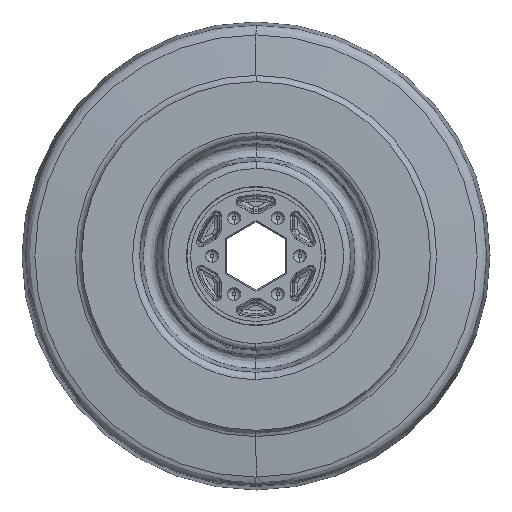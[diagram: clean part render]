
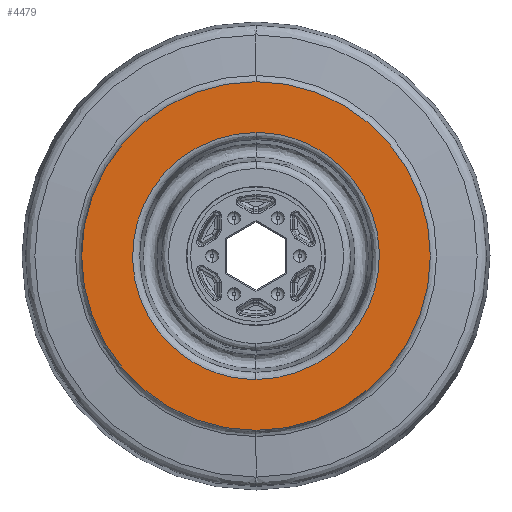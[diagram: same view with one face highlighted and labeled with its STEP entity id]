
A CAD part, left-side view. The second image highlights one B-rep face of the part: STEP entity #4479.
In plain terms, the highlighted planar face has unit normal (-1, 0, 0).
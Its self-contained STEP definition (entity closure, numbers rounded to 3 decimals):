
#549 = CARTESIAN_POINT ( 'NONE',  ( -19.05, 0., 0. ) ) ;
#1445 = EDGE_CURVE ( 'NONE', #9167, #19335, #4275, .T. ) ;
#1503 = VERTEX_POINT ( 'NONE', #4205 ) ;
#2212 = CARTESIAN_POINT ( 'NONE',  ( -19.05, 0., 26.796 ) ) ;
#2412 = DIRECTION ( 'NONE',  ( 0., 0., 1. ) ) ;
#3032 = DIRECTION ( 'NONE',  ( -1., 0., 0. ) ) ;
#3539 = CARTESIAN_POINT ( 'NONE',  ( -19.05, 53.593, 26.796 ) ) ;
#4035 = AXIS2_PLACEMENT_3D ( 'NONE', #10519, #8806, #21719 ) ;
#4121 = CARTESIAN_POINT ( 'NONE',  ( -19.05, -53.593, 26.796 ) ) ;
#4205 = CARTESIAN_POINT ( 'NONE',  ( -19.05, 0., 37.846 ) ) ;
#4275 =( BOUNDED_CURVE ( )  B_SPLINE_CURVE ( 3, ( #7912, #9702, #4121, #20826 ),
 .UNSPECIFIED., .F., .F. ) 
 B_SPLINE_CURVE_WITH_KNOTS ( ( 4, 4 ),
 ( 0., 1. ),
 .UNSPECIFIED. ) 
 CURVE ( )  GEOMETRIC_REPRESENTATION_ITEM ( )  RATIONAL_B_SPLINE_CURVE ( ( 1., 0.333, 0.333, 1. ) ) 
 REPRESENTATION_ITEM ( '' )  );
#4479 = ADVANCED_FACE ( 'NONE', ( #23021, #8284 ), #19866, .T. ) ;
#6845 = AXIS2_PLACEMENT_3D ( 'NONE', #549, #13487, #2412 ) ;
#7239 = CARTESIAN_POINT ( 'NONE',  ( -19.05, 0., 26.796 ) ) ;
#7912 = CARTESIAN_POINT ( 'NONE',  ( -19.05, 0., -26.796 ) ) ;
#8284 = FACE_OUTER_BOUND ( 'NONE', #20631, .T. ) ;
#8602 = CARTESIAN_POINT ( 'NONE',  ( -19.05, 0., -26.796 ) ) ;
#8806 = DIRECTION ( 'NONE',  ( -1., 0., 0. ) ) ;
#9107 = CARTESIAN_POINT ( 'NONE',  ( -19.05, 53.593, -26.796 ) ) ;
#9127 = EDGE_CURVE ( 'NONE', #18771, #1503, #14411, .T. ) ;
#9167 = VERTEX_POINT ( 'NONE', #8602 ) ;
#9229 = ORIENTED_EDGE ( 'NONE', *, *, #17655, .F. ) ;
#9702 = CARTESIAN_POINT ( 'NONE',  ( -19.05, -53.593, -26.796 ) ) ;
#10519 = CARTESIAN_POINT ( 'NONE',  ( -19.05, 25.4, 0. ) ) ;
#11658 = ORIENTED_EDGE ( 'NONE', *, *, #9127, .T. ) ;
#12434 =( BOUNDED_CURVE ( )  B_SPLINE_CURVE ( 3, ( #7239, #3539, #9107, #22016 ),
 .UNSPECIFIED., .F., .F. ) 
 B_SPLINE_CURVE_WITH_KNOTS ( ( 4, 4 ),
 ( 0., 1. ),
 .UNSPECIFIED. ) 
 CURVE ( )  GEOMETRIC_REPRESENTATION_ITEM ( )  RATIONAL_B_SPLINE_CURVE ( ( 1., 0.333, 0.333, 1. ) ) 
 REPRESENTATION_ITEM ( '' )  );
#13487 = DIRECTION ( 'NONE',  ( -1., 0., 0. ) ) ;
#14109 = CARTESIAN_POINT ( 'NONE',  ( -19.05, 0., 0. ) ) ;
#14411 = CIRCLE ( 'NONE', #22478, 37.846 ) ;
#14773 = EDGE_LOOP ( 'NONE', ( #19176, #9229 ) ) ;
#15953 = DIRECTION ( 'NONE',  ( 0., 0., 1. ) ) ;
#17655 = EDGE_CURVE ( 'NONE', #19335, #9167, #12434, .T. ) ;
#17766 = CARTESIAN_POINT ( 'NONE',  ( -19.05, 0., -37.846 ) ) ;
#18771 = VERTEX_POINT ( 'NONE', #17766 ) ;
#19176 = ORIENTED_EDGE ( 'NONE', *, *, #1445, .F. ) ;
#19335 = VERTEX_POINT ( 'NONE', #2212 ) ;
#19866 = PLANE ( 'NONE',  #4035 ) ;
#20631 = EDGE_LOOP ( 'NONE', ( #21614, #11658 ) ) ;
#20826 = CARTESIAN_POINT ( 'NONE',  ( -19.05, 0., 26.796 ) ) ;
#21614 = ORIENTED_EDGE ( 'NONE', *, *, #23167, .T. ) ;
#21719 = DIRECTION ( 'NONE',  ( 0., 0., 1. ) ) ;
#21869 = CIRCLE ( 'NONE', #6845, 37.846 ) ;
#22016 = CARTESIAN_POINT ( 'NONE',  ( -19.05, 0., -26.796 ) ) ;
#22478 = AXIS2_PLACEMENT_3D ( 'NONE', #14109, #3032, #15953 ) ;
#23021 = FACE_BOUND ( 'NONE', #14773, .T. ) ;
#23167 = EDGE_CURVE ( 'NONE', #1503, #18771, #21869, .T. ) ;
